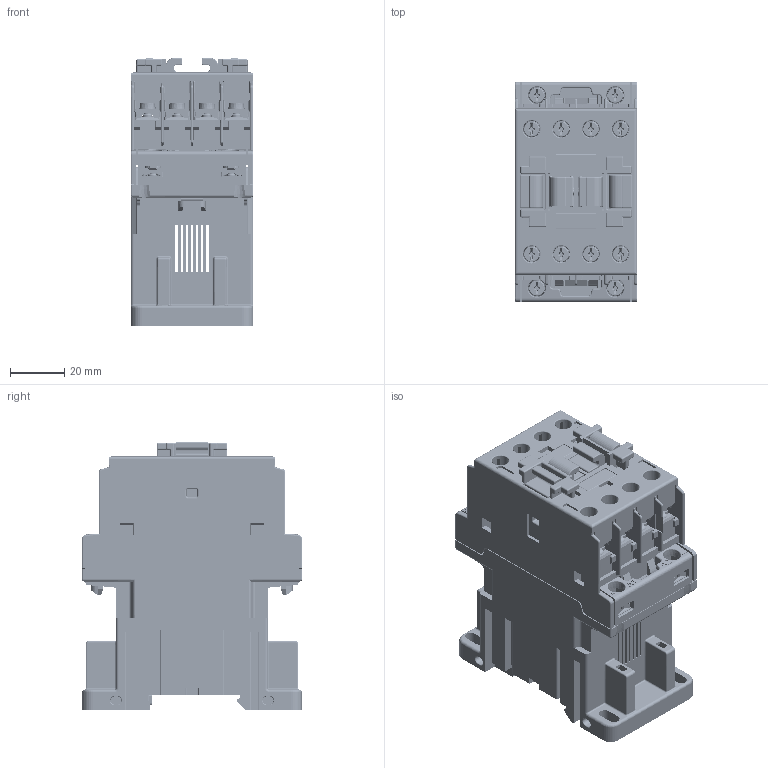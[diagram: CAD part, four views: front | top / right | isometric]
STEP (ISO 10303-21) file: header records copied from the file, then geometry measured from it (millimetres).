
FILE_DESCRIPTION(/* description */ (''),/* implementation_level */ '2;1');
FILE_NAME(/* name */ '3d_BF09_25_D_L.stp',/* time_stamp */ '2023-07-04T16:46:11+02:00',/* author */ (''),/* organization */ (''),/* preprocessor_version */ 'ST-DEVELOPER v16.7',/* originating_system */ 'SIEMENS PLM Software NX 12.0',/* authorisation */ '');
FILE_SCHEMA (('AUTOMOTIVE_DESIGN { 1 0 10303 214 3 1 1 1 }'));
Products named in the file (1): 3d_BF09_25_D_L
Bounding box: 45 x 81 x 98.53 mm (x, y, z)
Surface area: 88168 mm2 (no closed solid volume)
Topology: 0 solids, 46 shells, 5781 faces, 19257 edges, 13137 vertices
Faces by surface type: plane 3007, cylinder 1839, bspline 422, torus 277, cone 140, sphere 92, extrusion 4
Full cylindrical faces by diameter (mm): 0.445 x1, 2 x1, 2.4 x12, 2.85 x12, 3 x14, 3.4 x12, 3.48 x12, 3.54 x12, 4.2 x12, 6.2 x8
Entity records: 222012 total; most frequent: CARTESIAN_POINT 58261, DIRECTION 33030, ORIENTED_EDGE 32832, EDGE_CURVE 18878, VERTEX_POINT 13070, VECTOR 12486, LINE 12482, AXIS2_PLACEMENT_3D 10272
